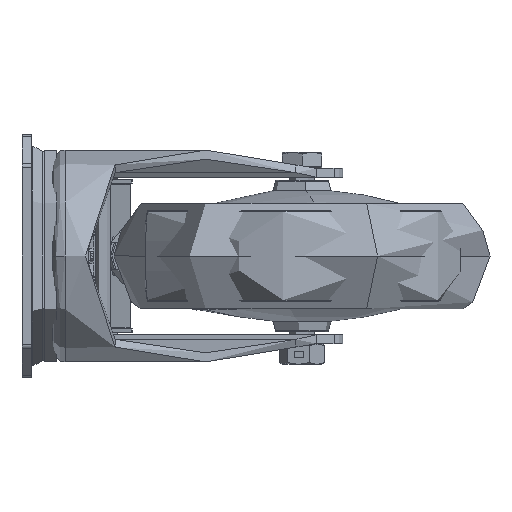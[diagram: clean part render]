
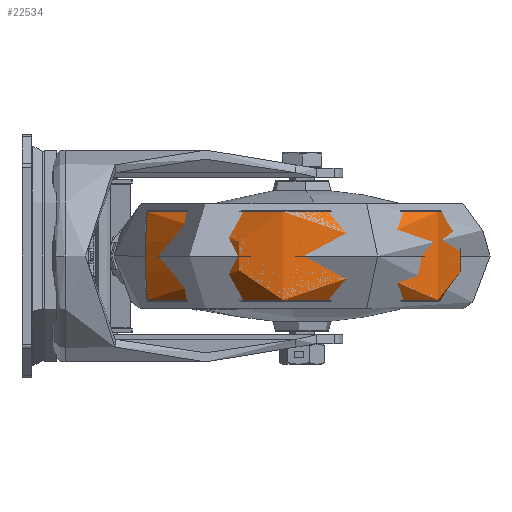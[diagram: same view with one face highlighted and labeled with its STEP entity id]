
A CAD part, left-side view. The second image highlights one B-rep face of the part: STEP entity #22534.
In plain terms, the highlighted toroidal (fillet/blend) face has major radius 83.478 mm and minor radius 140 mm.
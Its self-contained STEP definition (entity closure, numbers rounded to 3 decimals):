
#590 = AXIS2_PLACEMENT_3D ( 'NONE', #4024, #13297, #13908 ) ;
#2579 = AXIS2_PLACEMENT_3D ( 'NONE', #20052, #56732, #15554 ) ;
#3890 = CARTESIAN_POINT ( 'NONE',  ( 62.259, -143.625, -14.584 ) ) ;
#4024 = CARTESIAN_POINT ( 'NONE',  ( 40., -92.5, 14.584 ) ) ;
#5774 = AXIS2_PLACEMENT_3D ( 'NONE', #42436, #56567, #24662 ) ;
#8704 = CARTESIAN_POINT ( 'NONE',  ( 17.741, -41.375, 14.584 ) ) ;
#11379 = DIRECTION ( 'NONE',  ( -0.917, -0.399, 0. ) ) ;
#11546 = AXIS2_PLACEMENT_3D ( 'NONE', #49525, #54348, #12545 ) ;
#12545 = DIRECTION ( 'NONE',  ( 0.399, -0.917, 0. ) ) ;
#13297 = DIRECTION ( 'NONE',  ( 0., 0., 1. ) ) ;
#13908 = DIRECTION ( 'NONE',  ( 0.399, -0.917, 0. ) ) ;
#14213 = ORIENTED_EDGE ( 'NONE', *, *, #47691, .T. ) ;
#14989 = TOROIDAL_SURFACE ( 'NONE', #2579, -83.478, 140. ) ;
#15554 = DIRECTION ( 'NONE',  ( 0.399, -0.917, 0. ) ) ;
#18483 = VERTEX_POINT ( 'NONE', #8704 ) ;
#19470 = CIRCLE ( 'NONE', #47334, 140. ) ;
#20052 = CARTESIAN_POINT ( 'NONE',  ( 40., -92.5, 0. ) ) ;
#20162 = CIRCLE ( 'NONE', #11546, 55.76 ) ;
#20336 = CARTESIAN_POINT ( 'NONE',  ( 6.677, -15.962, 0. ) ) ;
#20516 = ORIENTED_EDGE ( 'NONE', *, *, #31384, .T. ) ;
#21709 = ORIENTED_EDGE ( 'NONE', *, *, #57274, .F. ) ;
#22534 = ADVANCED_FACE ( 'NONE', ( #38388 ), #14989, .T. ) ;
#24662 = DIRECTION ( 'NONE',  ( -0.399, 0.917, 0. ) ) ;
#25660 = EDGE_LOOP ( 'NONE', ( #59374, #20516, #14213, #21709 ) ) ;
#28112 = CARTESIAN_POINT ( 'NONE',  ( 62.259, -143.625, 14.584 ) ) ;
#30232 = CIRCLE ( 'NONE', #590, 55.76 ) ;
#30475 = VERTEX_POINT ( 'NONE', #40938 ) ;
#31384 = EDGE_CURVE ( 'NONE', #30475, #51727, #20162, .T. ) ;
#33935 = EDGE_CURVE ( 'NONE', #30475, #18483, #40213, .T. ) ;
#38388 = FACE_OUTER_BOUND ( 'NONE', #25660, .T. ) ;
#38655 = DIRECTION ( 'NONE',  ( 0.399, -0.917, 0. ) ) ;
#40213 = CIRCLE ( 'NONE', #5774, 140. ) ;
#40938 = CARTESIAN_POINT ( 'NONE',  ( 17.741, -41.375, -14.584 ) ) ;
#42436 = CARTESIAN_POINT ( 'NONE',  ( 73.323, -169.038, 0. ) ) ;
#47334 = AXIS2_PLACEMENT_3D ( 'NONE', #20336, #11379, #38655 ) ;
#47691 = EDGE_CURVE ( 'NONE', #51727, #56845, #19470, .T. ) ;
#49525 = CARTESIAN_POINT ( 'NONE',  ( 40., -92.5, -14.584 ) ) ;
#51727 = VERTEX_POINT ( 'NONE', #3890 ) ;
#54348 = DIRECTION ( 'NONE',  ( 0., 0., 1. ) ) ;
#56567 = DIRECTION ( 'NONE',  ( 0.917, 0.399, 0. ) ) ;
#56732 = DIRECTION ( 'NONE',  ( 0., 0., 1. ) ) ;
#56845 = VERTEX_POINT ( 'NONE', #28112 ) ;
#57274 = EDGE_CURVE ( 'NONE', #18483, #56845, #30232, .T. ) ;
#59374 = ORIENTED_EDGE ( 'NONE', *, *, #33935, .F. ) ;
